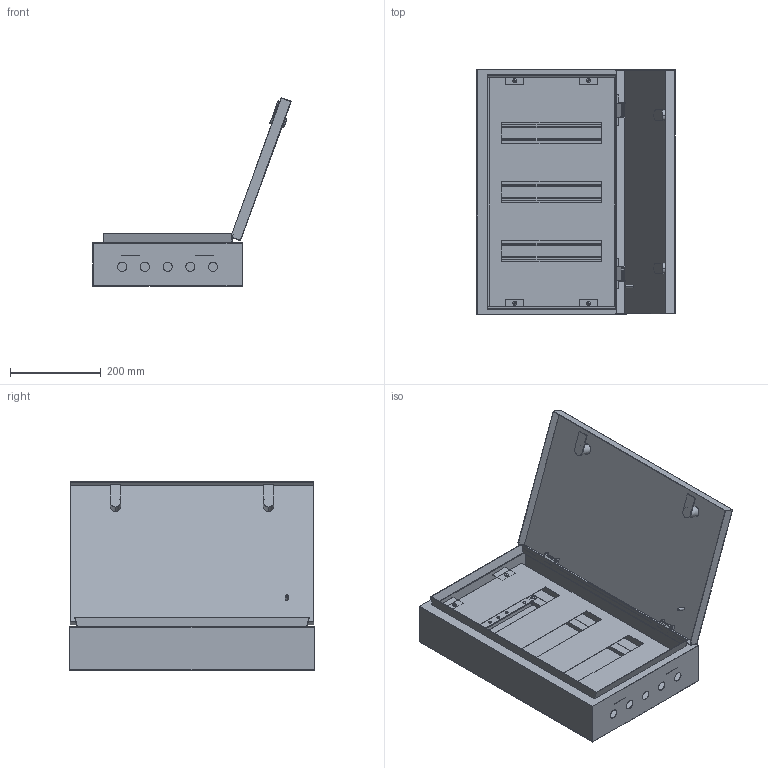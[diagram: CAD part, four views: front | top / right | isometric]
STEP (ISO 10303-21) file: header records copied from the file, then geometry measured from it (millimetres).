
FILE_DESCRIPTION (( 'STEP AP214' ), '1' );
FILE_NAME ('ShRN-36_IP54.STEP', '2016-11-02T07:14:04', ( 'user' ), ( '' ), 'SwSTEP 2.0', 'SolidWorks 2014', '' );
FILE_SCHEMA (( 'AUTOMOTIVE_DESIGN' ));
Length unit declared in the file: millimetre
Products named in the file (7): ShRN-36_IP54; IEK 702.002 Ðåéêà óñòàíîâî÷íàÿ_025.06.02; DIN-Reika_12 ｬｮ､罩･ｩ; Dver_ShRN_54_36; SC GOST 17473_gost_‚¨­â A.M5x10 ƒŽ‘’ 17473-80; Panel_36; Obolochka_ShRN_IP54_36
Assembly tree (22 placements, depth 2):
  ShRN-36_IP54
    Obolochka_ShRN_IP54_36
    Dver_ShRN_54_36
    DIN-Reika_12 ｬｮ､罩･ｩ  x3
    SC GOST 17473_gost_‚¨­â A.M5x10 ƒŽ‘’ 17473-80  x14
    IEK 702.002 Ðåéêà óñòàíîâî÷íàÿ_025.06.02  x2
    Panel_36
Bounding box: 437.39 x 540 x 415.25 mm (x, y, z)
Volume: 815291.7 mm3; surface area: 1651714.2 mm2
Topology: 22 solids, 22 shells, 569 faces, 1354 edges, 864 vertices
Faces by surface type: plane 343, cylinder 190, sphere 28, cone 8
Entity records: 10823 total; most frequent: DIRECTION 1853, CARTESIAN_POINT 1785, ORIENTED_EDGE 1726, EDGE_CURVE 863, AXIS2_PLACEMENT_3D 628, VECTOR 597, LINE 597, VERTEX_POINT 560
